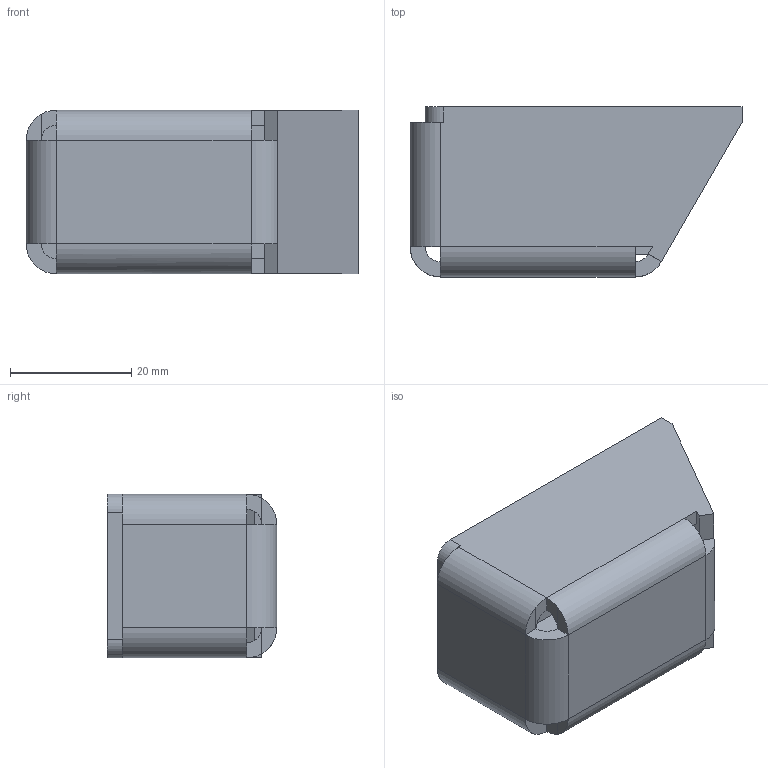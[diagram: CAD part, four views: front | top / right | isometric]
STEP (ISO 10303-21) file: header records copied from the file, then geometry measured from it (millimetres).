
FILE_DESCRIPTION(/* description */ (''),/* implementation_level */ '2;1');
FILE_NAME(/* name */ 'base.stp',/* time_stamp */ '2021-07-18T11:44:17-05:00',/* author */ ('Usuario'),/* organization */ (''),/* preprocessor_version */ 'ST-DEVELOPER v18',/* originating_system */ 'Autodesk Inventor 2020',/* authorisation */ '');
FILE_SCHEMA (('AUTOMOTIVE_DESIGN { 1 0 10303 214 3 1 1 }'));
Length unit declared in the file: millimetre
Products named in the file (1): base
Bounding box: 54.72 x 28 x 27 mm (x, y, z)
Volume: 13061 mm3; surface area: 10986.2 mm2
Topology: 1 solids, 1 shells, 50 faces, 119 edges, 64 vertices
Faces by surface type: plane 34, cylinder 16
Full cylindrical faces by diameter (mm): 16 x2
Entity records: 1453 total; most frequent: DIRECTION 258, ORIENTED_EDGE 238, CARTESIAN_POINT 234, EDGE_CURVE 119, AXIS2_PLACEMENT_3D 88, LINE 82, VECTOR 82, VERTEX_POINT 64
